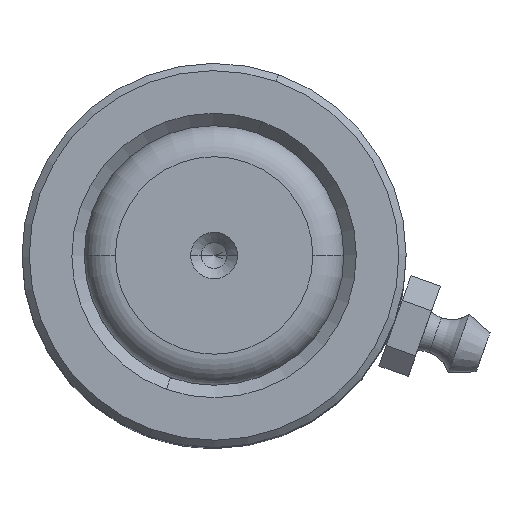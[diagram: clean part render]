
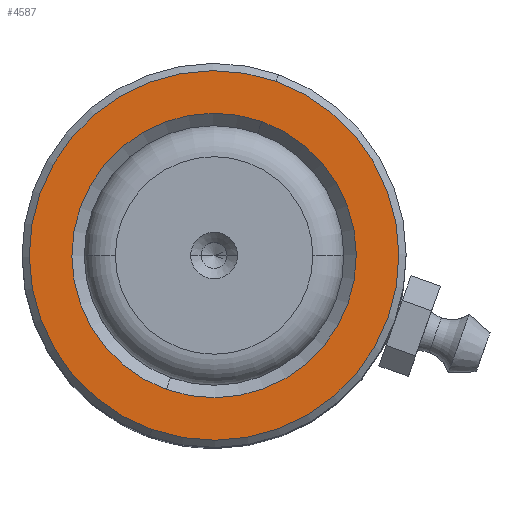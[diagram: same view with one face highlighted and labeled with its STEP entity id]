
A CAD part, top view. The second image highlights one B-rep face of the part: STEP entity #4587.
In plain terms, the highlighted planar face has unit normal (0, 0, 1).
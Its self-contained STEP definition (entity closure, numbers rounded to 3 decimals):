
#45 = CARTESIAN_POINT ( 'NONE',  ( 0., 0., 60. ) ) ;
#70 = CIRCLE ( 'NONE', #6952, 17.8 ) ;
#572 = VERTEX_POINT ( 'NONE', #8463 ) ;
#584 = CARTESIAN_POINT ( 'NONE',  ( 0., 0., 60. ) ) ;
#630 = AXIS2_PLACEMENT_3D ( 'NONE', #7942, #3930, #1728 ) ;
#700 = DIRECTION ( 'NONE',  ( 1., 0., 0. ) ) ;
#776 = EDGE_LOOP ( 'NONE', ( #4611, #3691 ) ) ;
#883 = AXIS2_PLACEMENT_3D ( 'NONE', #3892, #1203, #1262 ) ;
#1176 = EDGE_CURVE ( 'NONE', #2784, #5520, #4853, .T. ) ;
#1203 = DIRECTION ( 'NONE',  ( 0., 0., -1. ) ) ;
#1220 = DIRECTION ( 'NONE',  ( 0., 0., 1. ) ) ;
#1262 = DIRECTION ( 'NONE',  ( 1., 0., 0. ) ) ;
#1299 = DIRECTION ( 'NONE',  ( 1., 0., 0. ) ) ;
#1413 = FACE_OUTER_BOUND ( 'NONE', #4352, .T. ) ;
#1728 = DIRECTION ( 'NONE',  ( 1., 0., 0. ) ) ;
#2324 = ORIENTED_EDGE ( 'NONE', *, *, #7554, .T. ) ;
#2784 = VERTEX_POINT ( 'NONE', #3588 ) ;
#3152 = CIRCLE ( 'NONE', #883, 13.7 ) ;
#3574 = EDGE_CURVE ( 'NONE', #572, #4497, #7585, .T. ) ;
#3588 = CARTESIAN_POINT ( 'NONE',  ( -13.7, 0., 60. ) ) ;
#3691 = ORIENTED_EDGE ( 'NONE', *, *, #1176, .T. ) ;
#3732 = ORIENTED_EDGE ( 'NONE', *, *, #3574, .T. ) ;
#3892 = CARTESIAN_POINT ( 'NONE',  ( 0., 0., 60. ) ) ;
#3911 = DIRECTION ( 'NONE',  ( 1., 0., 0. ) ) ;
#3930 = DIRECTION ( 'NONE',  ( 0., 0., -1. ) ) ;
#3973 = DIRECTION ( 'NONE',  ( 0., 0., 1. ) ) ;
#4041 = CARTESIAN_POINT ( 'NONE',  ( 0., 0., 60. ) ) ;
#4352 = EDGE_LOOP ( 'NONE', ( #2324, #3732 ) ) ;
#4497 = VERTEX_POINT ( 'NONE', #5890 ) ;
#4587 = ADVANCED_FACE ( 'NONE', ( #1413, #4757 ), #7954, .T. ) ;
#4611 = ORIENTED_EDGE ( 'NONE', *, *, #5195, .T. ) ;
#4726 = DIRECTION ( 'NONE',  ( 0., 0., 1. ) ) ;
#4757 = FACE_BOUND ( 'NONE', #776, .T. ) ;
#4853 = CIRCLE ( 'NONE', #630, 13.7 ) ;
#5195 = EDGE_CURVE ( 'NONE', #5520, #2784, #3152, .T. ) ;
#5462 = AXIS2_PLACEMENT_3D ( 'NONE', #45, #3973, #700 ) ;
#5520 = VERTEX_POINT ( 'NONE', #6160 ) ;
#5890 = CARTESIAN_POINT ( 'NONE',  ( -17.8, 0., 60. ) ) ;
#6160 = CARTESIAN_POINT ( 'NONE',  ( 13.7, 0., 60. ) ) ;
#6867 = AXIS2_PLACEMENT_3D ( 'NONE', #4041, #4726, #1299 ) ;
#6952 = AXIS2_PLACEMENT_3D ( 'NONE', #584, #1220, #3911 ) ;
#7554 = EDGE_CURVE ( 'NONE', #4497, #572, #70, .T. ) ;
#7585 = CIRCLE ( 'NONE', #6867, 17.8 ) ;
#7942 = CARTESIAN_POINT ( 'NONE',  ( 0., 0., 60. ) ) ;
#7954 = PLANE ( 'NONE',  #5462 ) ;
#8463 = CARTESIAN_POINT ( 'NONE',  ( 17.8, 0., 60. ) ) ;
